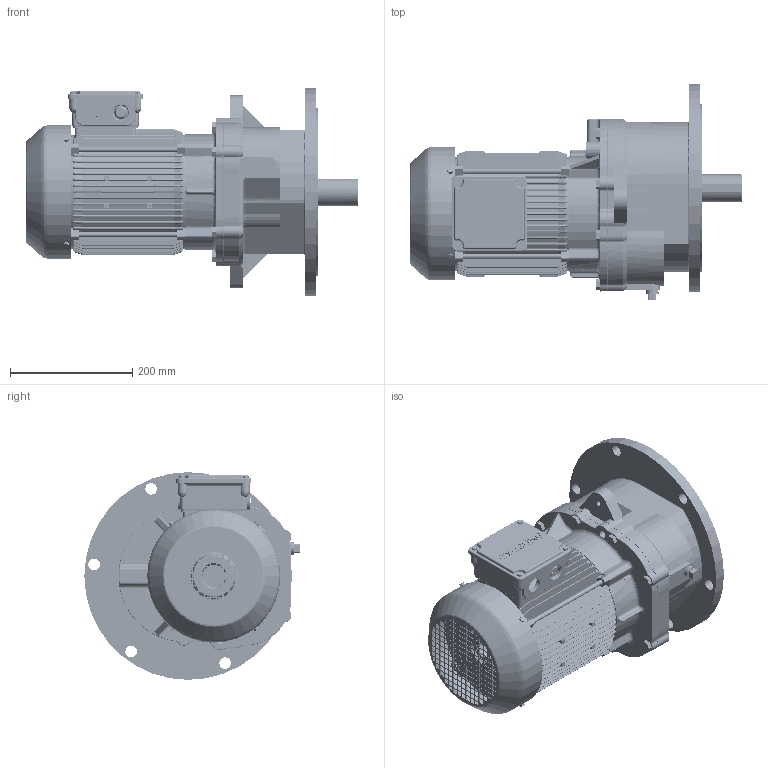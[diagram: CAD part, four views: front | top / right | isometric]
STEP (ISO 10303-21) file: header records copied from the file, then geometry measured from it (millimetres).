
FILE_DESCRIPTION (( 'STEP AP214' ), '1' );
FILE_NAME ('EK2DO100768H0001_F1VA17_2.2KW_R5~30_CUSTOMER.stp', '2024-03-14T22:57:53', ( 'admin' ), ( '' ), 'SwSTEP 2.0', 'SolidWorks 2022', '' );
FILE_SCHEMA (( 'AUTOMOTIVE_DESIGN' ));
Length unit declared in the file: millimetre
Products named in the file (1): EK2DO100768H0001_F1VA17_2.2KW_R5~30_CUSTOMER
Bounding box: 543.5 x 352.52 x 340 mm (x, y, z)
Volume: 9803568.8 mm3; surface area: 1485822.9 mm2
Topology: 32 solids, 36 shells, 8817 faces, 22225 edges, 13446 vertices
Faces by surface type: bspline 3270, cylinder 3023, plane 2033, cone 378, torus 113
Entity records: 444371 total; most frequent: CARTESIAN_POINT 154863, ORIENTED_EDGE 44078, DIRECTION 35358, EDGE_CURVE 22039, VERTEX_POINT 13446, AXIS2_PLACEMENT_3D 13296, EDGE_LOOP 9445, UNCERTAINTY_MEASURE_WITH_UNIT 8850
